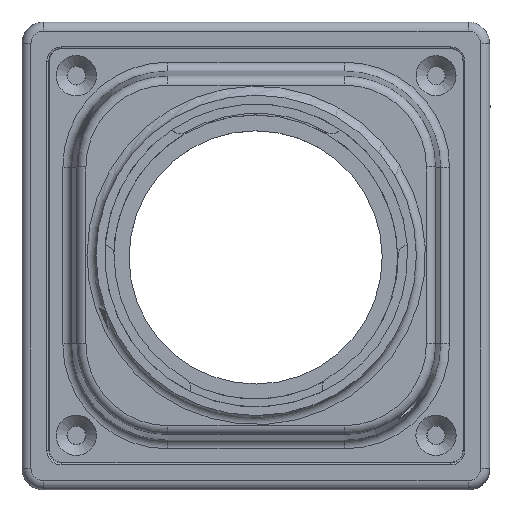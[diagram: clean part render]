
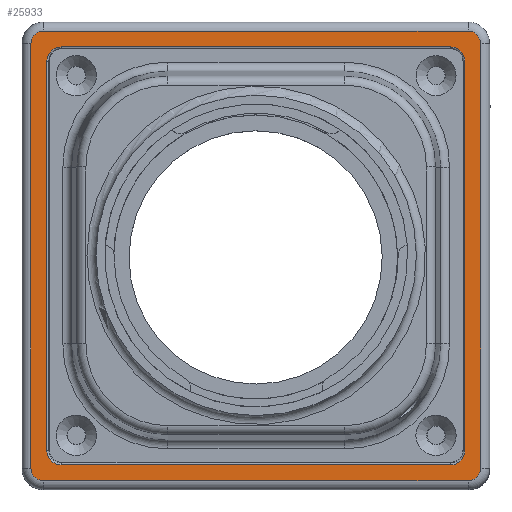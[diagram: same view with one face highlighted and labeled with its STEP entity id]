
A CAD part, top view. The second image highlights one B-rep face of the part: STEP entity #25933.
In plain terms, the highlighted planar face has unit normal (0, 0, 1).
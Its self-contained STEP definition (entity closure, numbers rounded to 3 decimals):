
#876=FACE_BOUND('',#6562,.T.);
#1209=PLANE('',#29624);
#3262=CIRCLE('',#29476,4.);
#3266=CIRCLE('',#29481,4.);
#3300=CIRCLE('',#29547,3.5);
#3304=CIRCLE('',#29553,3.5);
#3331=CIRCLE('',#29625,3.5);
#3332=CIRCLE('',#29626,3.5);
#3333=CIRCLE('',#29627,4.);
#3334=CIRCLE('',#29628,4.);
#4819=FACE_OUTER_BOUND('',#6561,.T.);
#6561=EDGE_LOOP('',(#23645,#23646,#23647,#23648,#23649,#23650,#23651,#23652));
#6562=EDGE_LOOP('',(#23653,#23654,#23655,#23656,#23657,#23658,#23659,#23660));
#8139=LINE('',#51614,#9606);
#8169=LINE('',#51739,#9636);
#8195=LINE('',#51804,#9662);
#8207=LINE('',#51834,#9674);
#8274=LINE('',#52014,#9741);
#8275=LINE('',#52018,#9742);
#8276=LINE('',#52021,#9743);
#8277=LINE('',#52025,#9744);
#9606=VECTOR('',#37845,10.);
#9636=VECTOR('',#38005,10.);
#9662=VECTOR('',#38069,10.);
#9674=VECTOR('',#38093,10.);
#9741=VECTOR('',#38258,10.);
#9742=VECTOR('',#38261,10.);
#9743=VECTOR('',#38264,10.);
#9744=VECTOR('',#38267,10.);
#12169=VERTEX_POINT('',#51595);
#12170=VERTEX_POINT('',#51596);
#12173=VERTEX_POINT('',#51604);
#12174=VERTEX_POINT('',#51605);
#12204=VERTEX_POINT('',#51731);
#12205=VERTEX_POINT('',#51733);
#12206=VERTEX_POINT('',#51737);
#12207=VERTEX_POINT('',#51741);
#12226=VERTEX_POINT('',#51803);
#12238=VERTEX_POINT('',#51832);
#12302=VERTEX_POINT('',#52013);
#12303=VERTEX_POINT('',#52015);
#12304=VERTEX_POINT('',#52017);
#12305=VERTEX_POINT('',#52020);
#12306=VERTEX_POINT('',#52022);
#12307=VERTEX_POINT('',#52024);
#15897=EDGE_CURVE('',#12169,#12170,#3262,.T.);
#15901=EDGE_CURVE('',#12173,#12174,#3266,.T.);
#15906=EDGE_CURVE('',#12170,#12173,#8139,.T.);
#15966=EDGE_CURVE('',#12205,#12204,#3300,.T.);
#15969=EDGE_CURVE('',#12204,#12206,#8169,.T.);
#15971=EDGE_CURVE('',#12206,#12207,#3304,.T.);
#16002=EDGE_CURVE('',#12169,#12226,#8195,.T.);
#16018=EDGE_CURVE('',#12238,#12207,#8207,.T.);
#16107=EDGE_CURVE('',#12302,#12205,#8274,.T.);
#16108=EDGE_CURVE('',#12303,#12238,#3331,.T.);
#16109=EDGE_CURVE('',#12304,#12303,#8275,.T.);
#16110=EDGE_CURVE('',#12302,#12304,#3332,.T.);
#16111=EDGE_CURVE('',#12305,#12174,#8276,.T.);
#16112=EDGE_CURVE('',#12306,#12305,#3333,.T.);
#16113=EDGE_CURVE('',#12307,#12306,#8277,.T.);
#16114=EDGE_CURVE('',#12226,#12307,#3334,.T.);
#23645=ORIENTED_EDGE('',*,*,#16107,.T.);
#23646=ORIENTED_EDGE('',*,*,#15966,.T.);
#23647=ORIENTED_EDGE('',*,*,#15969,.T.);
#23648=ORIENTED_EDGE('',*,*,#15971,.T.);
#23649=ORIENTED_EDGE('',*,*,#16018,.F.);
#23650=ORIENTED_EDGE('',*,*,#16108,.F.);
#23651=ORIENTED_EDGE('',*,*,#16109,.F.);
#23652=ORIENTED_EDGE('',*,*,#16110,.F.);
#23653=ORIENTED_EDGE('',*,*,#16111,.F.);
#23654=ORIENTED_EDGE('',*,*,#16112,.F.);
#23655=ORIENTED_EDGE('',*,*,#16113,.F.);
#23656=ORIENTED_EDGE('',*,*,#16114,.F.);
#23657=ORIENTED_EDGE('',*,*,#16002,.F.);
#23658=ORIENTED_EDGE('',*,*,#15897,.T.);
#23659=ORIENTED_EDGE('',*,*,#15906,.T.);
#23660=ORIENTED_EDGE('',*,*,#15901,.T.);
#25933=ADVANCED_FACE('',(#4819,#876),#1209,.F.);
#29476=AXIS2_PLACEMENT_3D('',#51597,#37824,#37825);
#29481=AXIS2_PLACEMENT_3D('',#51606,#37834,#37835);
#29547=AXIS2_PLACEMENT_3D('',#51734,#37997,#37998);
#29553=AXIS2_PLACEMENT_3D('',#51743,#38010,#38011);
#29624=AXIS2_PLACEMENT_3D('',#52012,#38256,#38257);
#29625=AXIS2_PLACEMENT_3D('',#52016,#38259,#38260);
#29626=AXIS2_PLACEMENT_3D('',#52019,#38262,#38263);
#29627=AXIS2_PLACEMENT_3D('',#52023,#38265,#38266);
#29628=AXIS2_PLACEMENT_3D('',#52026,#38268,#38269);
#37824=DIRECTION('center_axis',(0.,0.,-1.));
#37825=DIRECTION('ref_axis',(-0.707,-0.707,0.));
#37834=DIRECTION('center_axis',(0.,0.,-1.));
#37835=DIRECTION('ref_axis',(-0.707,0.707,0.));
#37845=DIRECTION('',(0.,1.,0.));
#37997=DIRECTION('center_axis',(0.,0.,1.));
#37998=DIRECTION('ref_axis',(-0.707,0.707,0.));
#38005=DIRECTION('',(0.,-1.,0.));
#38010=DIRECTION('center_axis',(0.,0.,1.));
#38011=DIRECTION('ref_axis',(-0.707,-0.707,0.));
#38069=DIRECTION('',(1.,0.,0.));
#38093=DIRECTION('',(-1.,0.,0.));
#38256=DIRECTION('center_axis',(0.,0.,-1.));
#38257=DIRECTION('ref_axis',(-1.,0.,0.));
#38258=DIRECTION('',(-1.,0.,0.));
#38259=DIRECTION('center_axis',(0.,0.,-1.));
#38260=DIRECTION('ref_axis',(0.707,-0.707,0.));
#38261=DIRECTION('',(0.,-1.,0.));
#38262=DIRECTION('center_axis',(0.,0.,-1.));
#38263=DIRECTION('ref_axis',(0.707,0.707,0.));
#38264=DIRECTION('',(-1.,0.,0.));
#38265=DIRECTION('center_axis',(0.,0.,1.));
#38266=DIRECTION('ref_axis',(0.707,0.707,0.));
#38267=DIRECTION('',(0.,1.,0.));
#38268=DIRECTION('center_axis',(0.,0.,1.));
#38269=DIRECTION('ref_axis',(0.707,-0.707,0.));
#51595=CARTESIAN_POINT('',(11.055,-122.773,34.988));
#51596=CARTESIAN_POINT('',(7.055,-118.773,34.988));
#51597=CARTESIAN_POINT('Origin',(11.055,-118.773,34.988));
#51604=CARTESIAN_POINT('',(7.055,-10.573,34.988));
#51605=CARTESIAN_POINT('',(11.055,-6.573,34.988));
#51606=CARTESIAN_POINT('Origin',(11.055,-10.573,34.988));
#51614=CARTESIAN_POINT('',(7.055,-5.173,34.988));
#51731=CARTESIAN_POINT('',(2.655,-5.673,34.988));
#51733=CARTESIAN_POINT('',(6.155,-2.173,34.988));
#51734=CARTESIAN_POINT('Origin',(6.155,-5.673,34.988));
#51737=CARTESIAN_POINT('',(2.655,-123.673,34.988));
#51739=CARTESIAN_POINT('',(2.655,-32.173,34.988));
#51741=CARTESIAN_POINT('',(6.155,-127.173,34.988));
#51743=CARTESIAN_POINT('Origin',(6.155,-123.673,34.988));
#51803=CARTESIAN_POINT('',(119.255,-122.773,34.988));
#51804=CARTESIAN_POINT('',(93.655,-122.773,34.988));
#51832=CARTESIAN_POINT('',(124.155,-127.173,34.988));
#51834=CARTESIAN_POINT('',(96.155,-127.173,34.988));
#52012=CARTESIAN_POINT('Origin',(68.155,0.327,34.988));
#52013=CARTESIAN_POINT('',(124.155,-2.173,34.988));
#52014=CARTESIAN_POINT('',(99.155,-2.173,34.988));
#52015=CARTESIAN_POINT('',(127.655,-123.673,34.988));
#52016=CARTESIAN_POINT('Origin',(124.155,-123.673,34.988));
#52017=CARTESIAN_POINT('',(127.655,-5.673,34.988));
#52018=CARTESIAN_POINT('',(127.655,-32.173,34.988));
#52019=CARTESIAN_POINT('Origin',(124.155,-5.673,34.988));
#52020=CARTESIAN_POINT('',(119.255,-6.573,34.988));
#52021=CARTESIAN_POINT('',(66.655,-6.573,34.988));
#52022=CARTESIAN_POINT('',(123.255,-10.573,34.988));
#52023=CARTESIAN_POINT('Origin',(119.255,-10.573,34.988));
#52024=CARTESIAN_POINT('',(123.255,-118.773,34.988));
#52025=CARTESIAN_POINT('',(123.255,-5.173,34.988));
#52026=CARTESIAN_POINT('Origin',(119.255,-118.773,34.988));
